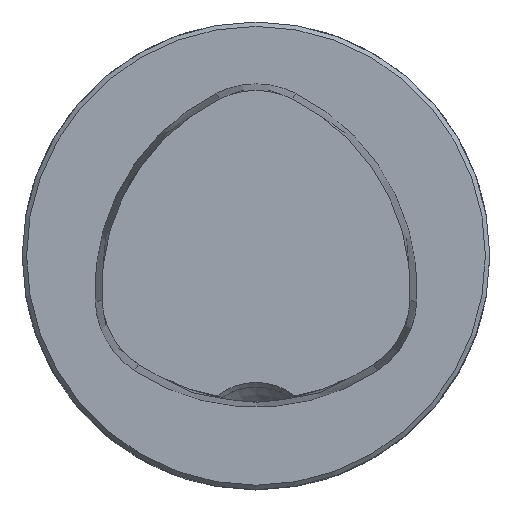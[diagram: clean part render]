
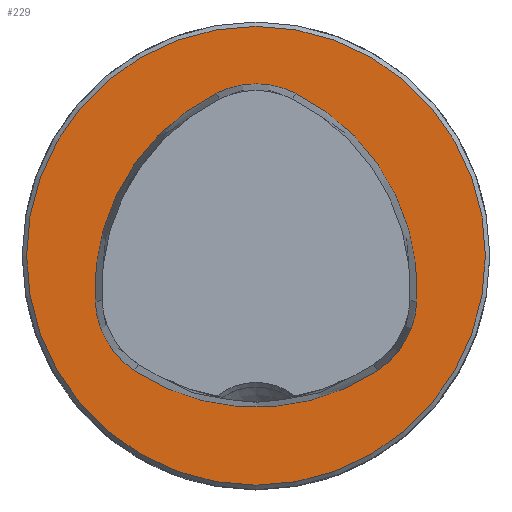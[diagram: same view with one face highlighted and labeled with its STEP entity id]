
A CAD part, top view. The second image highlights one B-rep face of the part: STEP entity #229.
In plain terms, the highlighted planar face has unit normal (0, 0, 1).
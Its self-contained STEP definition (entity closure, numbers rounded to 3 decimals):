
#40=PLANE('',#2210);
#229=ADVANCED_FACE('CU_FL_N1_SU_1',(#683,#684),#40,.T.);
#683=FACE_BOUND('',#740,.T.);
#684=FACE_BOUND('',#741,.T.);
#740=EDGE_LOOP('',(#944,#945,#946,#947,#948,#949));
#741=EDGE_LOOP('',(#950));
#944=ORIENTED_EDGE('',*,*,#1755,.F.);
#945=ORIENTED_EDGE('',*,*,#1756,.F.);
#946=ORIENTED_EDGE('',*,*,#1757,.F.);
#947=ORIENTED_EDGE('',*,*,#1758,.F.);
#948=ORIENTED_EDGE('',*,*,#1751,.F.);
#949=ORIENTED_EDGE('',*,*,#1759,.F.);
#950=ORIENTED_EDGE('',*,*,#1760,.T.);
#1551=VERTEX_POINT('',#3487);
#1552=VERTEX_POINT('',#3489);
#1555=VERTEX_POINT('',#3498);
#1556=VERTEX_POINT('',#3499);
#1557=VERTEX_POINT('',#3501);
#1558=VERTEX_POINT('',#3503);
#1559=VERTEX_POINT('',#3507);
#1751=EDGE_CURVE('',#1551,#1552,#2019,.T.);
#1755=EDGE_CURVE('',#1555,#1556,#2022,.T.);
#1756=EDGE_CURVE('',#1557,#1555,#2023,.T.);
#1757=EDGE_CURVE('',#1558,#1557,#2024,.T.);
#1758=EDGE_CURVE('',#1552,#1558,#2025,.T.);
#1759=EDGE_CURVE('',#1556,#1551,#2026,.T.);
#1760=EDGE_CURVE('',#1559,#1559,#2027,.T.);
#2019=CIRCLE('',#2199,15.063);
#2022=CIRCLE('',#2204,15.063);
#2023=CIRCLE('',#2205,6.063);
#2024=CIRCLE('',#2206,15.063);
#2025=CIRCLE('',#2207,6.063);
#2026=CIRCLE('',#2208,6.063);
#2027=CIRCLE('',#2209,15.7);
#2199=AXIS2_PLACEMENT_3D('',#3488,#2514,#2515);
#2204=AXIS2_PLACEMENT_3D('',#3497,#2525,#2526);
#2205=AXIS2_PLACEMENT_3D('',#3500,#2527,#2528);
#2206=AXIS2_PLACEMENT_3D('',#3502,#2529,#2530);
#2207=AXIS2_PLACEMENT_3D('',#3504,#2531,#2532);
#2208=AXIS2_PLACEMENT_3D('',#3505,#2533,#2534);
#2209=AXIS2_PLACEMENT_3D('',#3506,#2535,#2536);
#2210=AXIS2_PLACEMENT_3D('',#3508,#2537,#2538);
#2514=DIRECTION('',(0.,0.,1.));
#2515=DIRECTION('',(1.,0.,0.));
#2525=DIRECTION('',(0.,0.,1.));
#2526=DIRECTION('',(1.,0.,0.));
#2527=DIRECTION('',(0.,0.,1.));
#2528=DIRECTION('',(1.,0.,0.));
#2529=DIRECTION('',(0.,0.,1.));
#2530=DIRECTION('',(1.,0.,0.));
#2531=DIRECTION('',(0.,0.,1.));
#2532=DIRECTION('',(1.,0.,0.));
#2533=DIRECTION('',(0.,0.,1.));
#2534=DIRECTION('',(1.,0.,0.));
#2535=DIRECTION('',(0.,0.,1.));
#2536=DIRECTION('',(1.,0.,0.));
#2537=DIRECTION('',(0.,0.,1.));
#2538=DIRECTION('',(1.,0.,0.));
#3487=CARTESIAN_POINT('',(-8.299,-7.87,0.));
#3488=CARTESIAN_POINT('',(0.,4.7,0.));
#3489=CARTESIAN_POINT('',(8.299,-7.87,0.));
#3497=CARTESIAN_POINT('',(4.029,-2.348,0.));
#3498=CARTESIAN_POINT('',(-2.714,11.121,0.));
#3499=CARTESIAN_POINT('',(-11.014,-3.122,0.));
#3500=CARTESIAN_POINT('',(0.,5.7,0.));
#3501=CARTESIAN_POINT('',(2.714,11.121,0.));
#3502=CARTESIAN_POINT('',(-4.029,-2.348,0.));
#3503=CARTESIAN_POINT('',(11.014,-3.122,0.));
#3504=CARTESIAN_POINT('',(4.959,-2.811,0.));
#3505=CARTESIAN_POINT('',(-4.959,-2.811,0.));
#3506=CARTESIAN_POINT('',(0.,0.,0.));
#3507=CARTESIAN_POINT('',(15.7,0.,0.));
#3508=CARTESIAN_POINT('',(0.,0.,0.));
